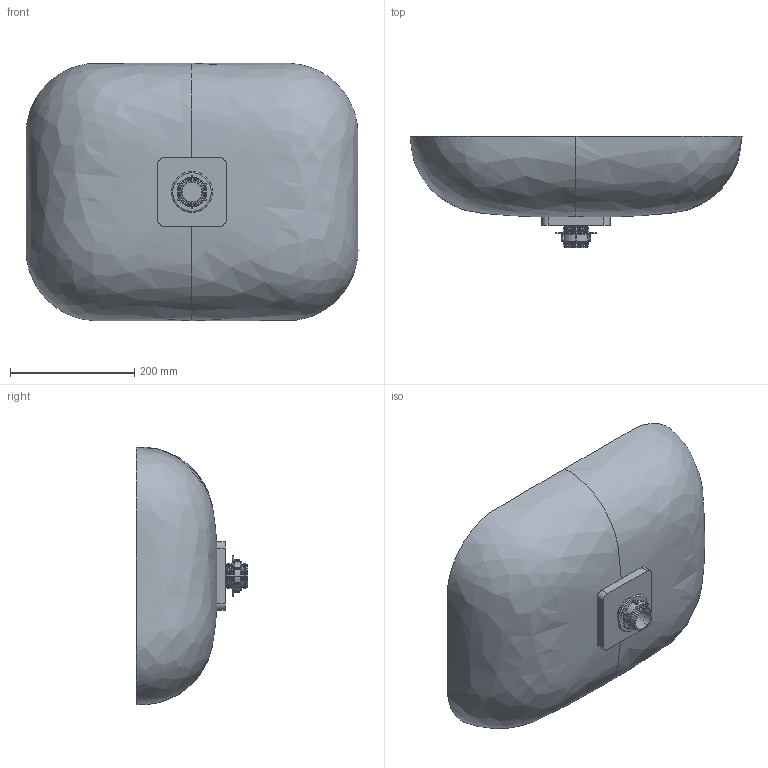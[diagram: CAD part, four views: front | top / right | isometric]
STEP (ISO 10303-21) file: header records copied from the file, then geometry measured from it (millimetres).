
FILE_DESCRIPTION (( 'STEP AP214' ), '1' );
FILE_NAME ('Z795-3SO Curve II klein Aufsatz.STEP', '2018-06-29T09:07:52', ( '' ), ( '' ), 'SwSTEP 2.0', 'SolidWorks 2017', '' );
FILE_SCHEMA (( 'AUTOMOTIVE_DESIGN' ));
Length unit declared in the file: millimetre
Products named in the file (2): Z795-3SO Curve II klein Aufsatz
Bounding box: 534.99 x 179 x 415.01 mm (x, y, z)
Volume: 4583125.4 mm3; surface area: 668869.8 mm2
Topology: 5 solids, 5 shells, 302 faces, 720 edges, 432 vertices
Faces by surface type: cone 100, cylinder 92, plane 77, torus 29, bspline 4
Entity records: 14167 total; most frequent: CARTESIAN_POINT 6940, DIRECTION 1602, ORIENTED_EDGE 1436, EDGE_CURVE 718, AXIS2_PLACEMENT_3D 630, VERTEX_POINT 432, VECTOR 342, LINE 342
